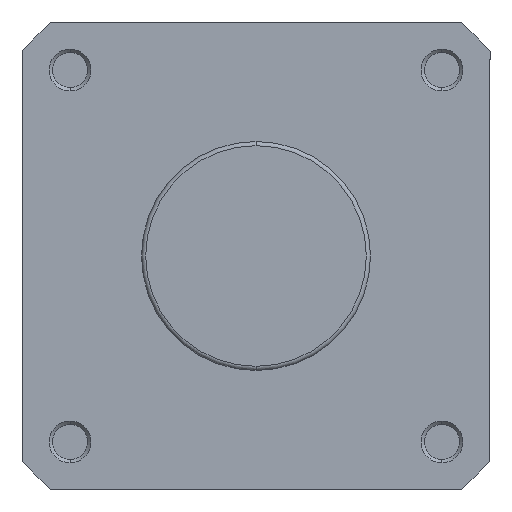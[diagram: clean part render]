
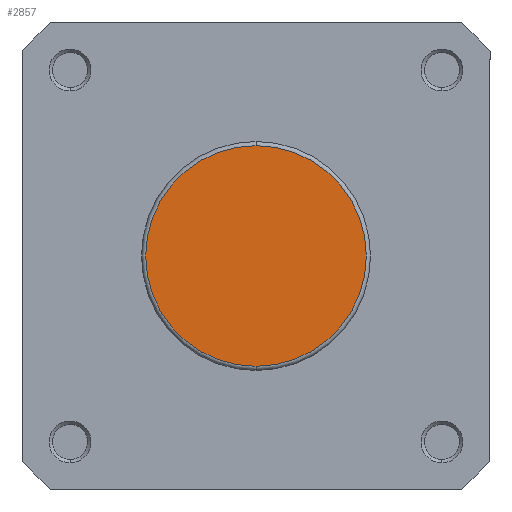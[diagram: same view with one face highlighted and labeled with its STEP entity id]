
A CAD part, left-side view. The second image highlights one B-rep face of the part: STEP entity #2857.
In plain terms, the highlighted planar face has unit normal (-1, 0, 0).
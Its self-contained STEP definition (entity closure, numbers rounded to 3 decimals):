
#842 = CARTESIAN_POINT ( 'NONE',  ( 0., 27.4, 0. ) ) ;
#851 = PLANE ( 'NONE',  #2448 ) ;
#865 = DIRECTION ( 'NONE',  ( 1., 0., 0. ) ) ;
#866 = DIRECTION ( 'NONE',  ( 0., 0., -1. ) ) ;
#1251 = CARTESIAN_POINT ( 'NONE',  ( 0., 0., 26.4 ) ) ;
#1252 = CARTESIAN_POINT ( 'NONE',  ( 0., 0., -26.4 ) ) ;
#1462 = FACE_OUTER_BOUND ( 'NONE', #4703, .T. ) ;
#1751 = EDGE_CURVE ( 'NONE', #3255, #3256, #4870, .T. ) ;
#1956 = EDGE_CURVE ( 'NONE', #3256, #3255, #5146, .T. ) ;
#2122 = AXIS2_PLACEMENT_3D ( 'NONE', #3496, #3497, #3498 ) ;
#2230 = AXIS2_PLACEMENT_3D ( 'NONE', #4056, #4063, #4064 ) ;
#2448 = AXIS2_PLACEMENT_3D ( 'NONE', #842, #865, #866 ) ;
#2617 = ORIENTED_EDGE ( 'NONE', *, *, #1956, .T. ) ;
#2673 = ORIENTED_EDGE ( 'NONE', *, *, #1751, .T. ) ;
#2857 = ADVANCED_FACE ( 'NONE', ( #1462 ), #851, .F. ) ;
#3255 = VERTEX_POINT ( 'NONE', #1251 ) ;
#3256 = VERTEX_POINT ( 'NONE', #1252 ) ;
#3496 = CARTESIAN_POINT ( 'NONE',  ( 0., 0., 0. ) ) ;
#3497 = DIRECTION ( 'NONE',  ( -1., 0., 0. ) ) ;
#3498 = DIRECTION ( 'NONE',  ( 0., 0., -1. ) ) ;
#4056 = CARTESIAN_POINT ( 'NONE',  ( 0., 0., 0. ) ) ;
#4063 = DIRECTION ( 'NONE',  ( -1., 0., 0. ) ) ;
#4064 = DIRECTION ( 'NONE',  ( 0., 0., -1. ) ) ;
#4703 = EDGE_LOOP ( 'NONE', ( #2617, #2673 ) ) ;
#4870 = CIRCLE ( 'NONE', #2122, 26.4 ) ;
#5146 = CIRCLE ( 'NONE', #2230, 26.4 ) ;
